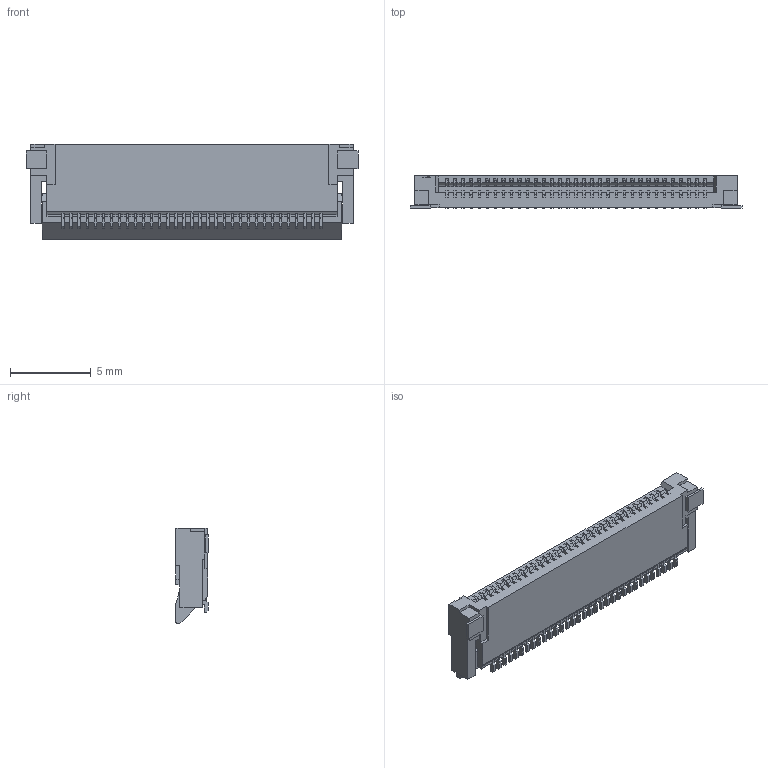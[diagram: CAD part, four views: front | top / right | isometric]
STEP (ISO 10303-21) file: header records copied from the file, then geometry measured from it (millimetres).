
FILE_DESCRIPTION (( 'STEP AP203' ), '1' );
FILE_NAME ('XF2M_3315_1A.step', '2011-02-19T19:40:01', ( 'OSMC1.0 ' ), ( ' ' ), 'SwSTEP 2.0', 'SolidWorks 2002025', '' );
FILE_SCHEMA (( 'CONFIG_CONTROL_DESIGN' ));
Length unit declared in the file: millimetre
Products named in the file (1): XF2M_3315_1A
Bounding box: 20.6 x 2 x 5.9 mm (x, y, z)
Volume: 168.8 mm3; surface area: 636.9 mm2
Topology: 1 solids, 1 shells, 1271 faces, 3700 edges, 2466 vertices
Faces by surface type: plane 1270, cylinder 1
Entity records: 41157 total; most frequent: CARTESIAN_POINT 7438, ORIENTED_EDGE 7400, DIRECTION 6246, EDGE_CURVE 3700, VECTOR 3698, LINE 3698, VERTEX_POINT 2466, EDGE_LOOP 1306
